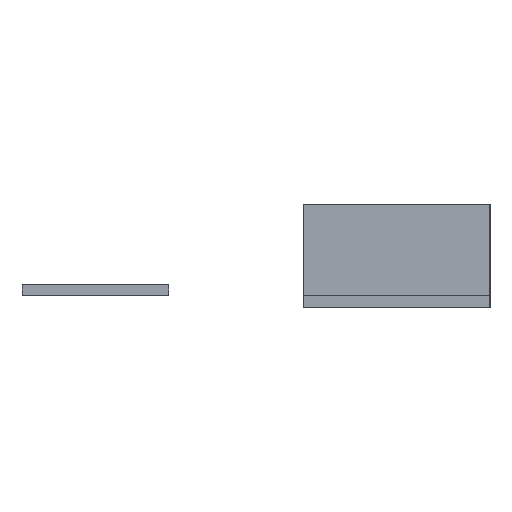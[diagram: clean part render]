
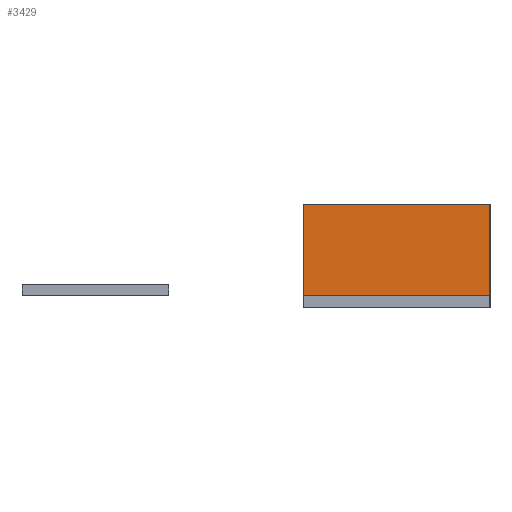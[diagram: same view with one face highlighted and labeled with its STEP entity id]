
A CAD part, left-side view. The second image highlights one B-rep face of the part: STEP entity #3429.
In plain terms, the highlighted planar face has unit normal (-1, 0, 0).
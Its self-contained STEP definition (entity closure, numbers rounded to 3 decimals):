
#3313 = EDGE_CURVE('',#3314,#3316,#3318,.T.);
#3314 = VERTEX_POINT('',#3315);
#3315 = CARTESIAN_POINT('',(-25.017,-70.122,0.));
#3316 = VERTEX_POINT('',#3317);
#3317 = CARTESIAN_POINT('',(-25.017,-70.122,43.5));
#3318 = SURFACE_CURVE('',#3319,(#3323,#3335),.PCURVE_S1.);
#3319 = LINE('',#3320,#3321);
#3320 = CARTESIAN_POINT('',(-25.017,-70.122,0.));
#3321 = VECTOR('',#3322,1.);
#3322 = DIRECTION('',(0.,0.,1.));
#3323 = PCURVE('',#3324,#3329);
#3324 = PLANE('',#3325);
#3325 = AXIS2_PLACEMENT_3D('',#3326,#3327,#3328);
#3326 = CARTESIAN_POINT('',(-25.017,-70.122,0.));
#3327 = DIRECTION('',(0.,1.,0.));
#3328 = DIRECTION('',(1.,0.,0.));
#3329 = DEFINITIONAL_REPRESENTATION('',(#3330),#3334);
#3330 = LINE('',#3331,#3332);
#3331 = CARTESIAN_POINT('',(0.,0.));
#3332 = VECTOR('',#3333,1.);
#3333 = DIRECTION('',(0.,-1.));
#3334 = ( GEOMETRIC_REPRESENTATION_CONTEXT(2) 
PARAMETRIC_REPRESENTATION_CONTEXT() REPRESENTATION_CONTEXT('2D SPACE',''
  ) );
#3335 = PCURVE('',#3336,#3341);
#3336 = PLANE('',#3337);
#3337 = AXIS2_PLACEMENT_3D('',#3338,#3339,#3340);
#3338 = CARTESIAN_POINT('',(-25.017,18.878,0.));
#3339 = DIRECTION('',(1.,0.,0.));
#3340 = DIRECTION('',(0.,-1.,0.));
#3341 = DEFINITIONAL_REPRESENTATION('',(#3342),#3346);
#3342 = LINE('',#3343,#3344);
#3343 = CARTESIAN_POINT('',(89.,0.));
#3344 = VECTOR('',#3345,1.);
#3345 = DIRECTION('',(0.,-1.));
#3346 = ( GEOMETRIC_REPRESENTATION_CONTEXT(2) 
PARAMETRIC_REPRESENTATION_CONTEXT() REPRESENTATION_CONTEXT('2D SPACE',''
  ) );
#3364 = PLANE('',#3365);
#3365 = AXIS2_PLACEMENT_3D('',#3366,#3367,#3368);
#3366 = CARTESIAN_POINT('',(45.983,-25.622,43.5));
#3367 = DIRECTION('',(0.,0.,1.));
#3368 = DIRECTION('',(1.,0.,0.));
#3429 = ADVANCED_FACE('',(#3430),#3336,.F.);
#3430 = FACE_BOUND('',#3431,.F.);
#3431 = EDGE_LOOP('',(#3432,#3462,#3483,#3484));
#3432 = ORIENTED_EDGE('',*,*,#3433,.T.);
#3433 = EDGE_CURVE('',#3434,#3436,#3438,.T.);
#3434 = VERTEX_POINT('',#3435);
#3435 = CARTESIAN_POINT('',(-25.017,18.878,0.));
#3436 = VERTEX_POINT('',#3437);
#3437 = CARTESIAN_POINT('',(-25.017,18.878,43.5));
#3438 = SURFACE_CURVE('',#3439,(#3443,#3450),.PCURVE_S1.);
#3439 = LINE('',#3440,#3441);
#3440 = CARTESIAN_POINT('',(-25.017,18.878,0.));
#3441 = VECTOR('',#3442,1.);
#3442 = DIRECTION('',(0.,0.,1.));
#3443 = PCURVE('',#3336,#3444);
#3444 = DEFINITIONAL_REPRESENTATION('',(#3445),#3449);
#3445 = LINE('',#3446,#3447);
#3446 = CARTESIAN_POINT('',(0.,0.));
#3447 = VECTOR('',#3448,1.);
#3448 = DIRECTION('',(0.,-1.));
#3449 = ( GEOMETRIC_REPRESENTATION_CONTEXT(2) 
PARAMETRIC_REPRESENTATION_CONTEXT() REPRESENTATION_CONTEXT('2D SPACE',''
  ) );
#3450 = PCURVE('',#3451,#3456);
#3451 = PLANE('',#3452);
#3452 = AXIS2_PLACEMENT_3D('',#3453,#3454,#3455);
#3453 = CARTESIAN_POINT('',(116.983,18.878,0.));
#3454 = DIRECTION('',(0.,-1.,0.));
#3455 = DIRECTION('',(-1.,0.,0.));
#3456 = DEFINITIONAL_REPRESENTATION('',(#3457),#3461);
#3457 = LINE('',#3458,#3459);
#3458 = CARTESIAN_POINT('',(142.,0.));
#3459 = VECTOR('',#3460,1.);
#3460 = DIRECTION('',(0.,-1.));
#3461 = ( GEOMETRIC_REPRESENTATION_CONTEXT(2) 
PARAMETRIC_REPRESENTATION_CONTEXT() REPRESENTATION_CONTEXT('2D SPACE',''
  ) );
#3462 = ORIENTED_EDGE('',*,*,#3463,.T.);
#3463 = EDGE_CURVE('',#3436,#3316,#3464,.T.);
#3464 = SURFACE_CURVE('',#3465,(#3469,#3476),.PCURVE_S1.);
#3465 = LINE('',#3466,#3467);
#3466 = CARTESIAN_POINT('',(-25.017,18.878,43.5));
#3467 = VECTOR('',#3468,1.);
#3468 = DIRECTION('',(0.,-1.,0.));
#3469 = PCURVE('',#3336,#3470);
#3470 = DEFINITIONAL_REPRESENTATION('',(#3471),#3475);
#3471 = LINE('',#3472,#3473);
#3472 = CARTESIAN_POINT('',(0.,-43.5));
#3473 = VECTOR('',#3474,1.);
#3474 = DIRECTION('',(1.,0.));
#3475 = ( GEOMETRIC_REPRESENTATION_CONTEXT(2) 
PARAMETRIC_REPRESENTATION_CONTEXT() REPRESENTATION_CONTEXT('2D SPACE',''
  ) );
#3476 = PCURVE('',#3364,#3477);
#3477 = DEFINITIONAL_REPRESENTATION('',(#3478),#3482);
#3478 = LINE('',#3479,#3480);
#3479 = CARTESIAN_POINT('',(-71.,44.5));
#3480 = VECTOR('',#3481,1.);
#3481 = DIRECTION('',(0.,-1.));
#3482 = ( GEOMETRIC_REPRESENTATION_CONTEXT(2) 
PARAMETRIC_REPRESENTATION_CONTEXT() REPRESENTATION_CONTEXT('2D SPACE',''
  ) );
#3483 = ORIENTED_EDGE('',*,*,#3313,.F.);
#3484 = ORIENTED_EDGE('',*,*,#3485,.F.);
#3485 = EDGE_CURVE('',#3434,#3314,#3486,.T.);
#3486 = SURFACE_CURVE('',#3487,(#3491,#3498),.PCURVE_S1.);
#3487 = LINE('',#3488,#3489);
#3488 = CARTESIAN_POINT('',(-25.017,18.878,0.));
#3489 = VECTOR('',#3490,1.);
#3490 = DIRECTION('',(0.,-1.,0.));
#3491 = PCURVE('',#3336,#3492);
#3492 = DEFINITIONAL_REPRESENTATION('',(#3493),#3497);
#3493 = LINE('',#3494,#3495);
#3494 = CARTESIAN_POINT('',(0.,0.));
#3495 = VECTOR('',#3496,1.);
#3496 = DIRECTION('',(1.,0.));
#3497 = ( GEOMETRIC_REPRESENTATION_CONTEXT(2) 
PARAMETRIC_REPRESENTATION_CONTEXT() REPRESENTATION_CONTEXT('2D SPACE',''
  ) );
#3498 = PCURVE('',#3499,#3504);
#3499 = PLANE('',#3500);
#3500 = AXIS2_PLACEMENT_3D('',#3501,#3502,#3503);
#3501 = CARTESIAN_POINT('',(-25.017,18.878,0.));
#3502 = DIRECTION('',(-1.,0.,0.));
#3503 = DIRECTION('',(0.,-1.,0.));
#3504 = DEFINITIONAL_REPRESENTATION('',(#3505),#3509);
#3505 = LINE('',#3506,#3507);
#3506 = CARTESIAN_POINT('',(0.,0.));
#3507 = VECTOR('',#3508,1.);
#3508 = DIRECTION('',(1.,0.));
#3509 = ( GEOMETRIC_REPRESENTATION_CONTEXT(2) 
PARAMETRIC_REPRESENTATION_CONTEXT() REPRESENTATION_CONTEXT('2D SPACE',''
  ) );
